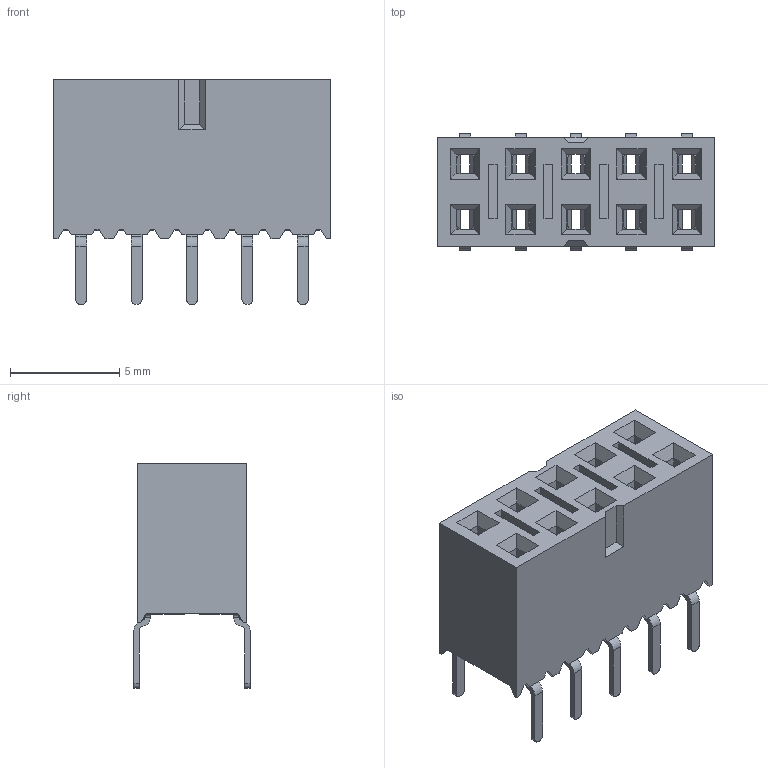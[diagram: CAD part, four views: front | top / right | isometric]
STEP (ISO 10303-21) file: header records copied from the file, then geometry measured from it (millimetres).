
FILE_DESCRIPTION((''),'2;1');
FILE_NAME('349-10-2-xx','2013-09-10T',('uwe.kadritzke'),(''),'PRO/ENGINEER BY PARAMETRIC TECHNOLOGY CORPORATION, 2005110','PRO/ENGINEER BY PARAMETRIC TECHNOLOGY CORPORATION, 2005110','');
FILE_SCHEMA(('CONFIG_CONTROL_DESIGN'));
Length unit declared in the file: millimetre
Products named in the file (13): MANIFOLD_SOLID_BREP_109; MANIFOLD_SOLID_BREP_110; MANIFOLD_SOLID_BREP_111; MANIFOLD_SOLID_BREP_112; MANIFOLD_SOLID_BREP_113; MANIFOLD_SOLID_BREP_114; MANIFOLD_SOLID_BREP_115; MANIFOLD_SOLID_BREP_116; MANIFOLD_SOLID_BREP_117; MANIFOLD_SOLID_BREP_118; MANIFOLD_SOLID_BREP_119; ASM0001_ASM; 349-10-2-xx
Assembly tree (12 placements, depth 3):
  349-10-2-xx
    ASM0001_ASM
      MANIFOLD_SOLID_BREP_109
      MANIFOLD_SOLID_BREP_110
      MANIFOLD_SOLID_BREP_111
      MANIFOLD_SOLID_BREP_112
      MANIFOLD_SOLID_BREP_113
      MANIFOLD_SOLID_BREP_114
      MANIFOLD_SOLID_BREP_115
      MANIFOLD_SOLID_BREP_116
      MANIFOLD_SOLID_BREP_117
      MANIFOLD_SOLID_BREP_118
      MANIFOLD_SOLID_BREP_119
Bounding box: 12.7 x 5.33 x 10.3 mm (x, y, z)
Volume: 299.5 mm3; surface area: 1159.7 mm2
Topology: 11 solids, 11 shells, 1368 faces, 3556 edges, 2204 vertices
Faces by surface type: plane 998, cylinder 370
Entity records: 41654 total; most frequent: CARTESIAN_POINT 7369, DIRECTION 7174, ORIENTED_EDGE 7112, EDGE_CURVE 3556, VECTOR 2646, LINE 2646, AXIS2_PLACEMENT_3D 2264, VERTEX_POINT 2204
